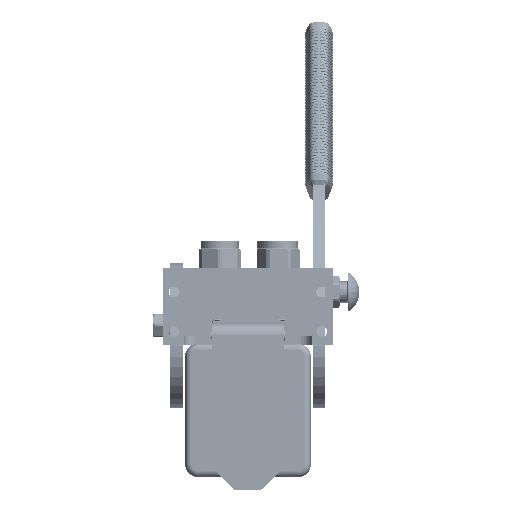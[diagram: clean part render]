
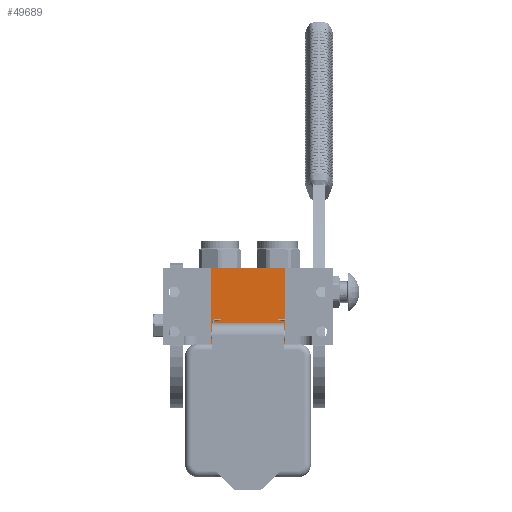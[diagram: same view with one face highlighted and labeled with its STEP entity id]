
A CAD part, left-side view. The second image highlights one B-rep face of the part: STEP entity #49689.
In plain terms, the highlighted face is planar.
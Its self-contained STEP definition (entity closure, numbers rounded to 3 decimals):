
#3834 = ORIENTED_EDGE ( 'NONE', *, *, #171335, .F. ) ;
#6587 = CARTESIAN_POINT ( 'NONE',  ( -29., 0., -107.5 ) ) ;
#9413 = EDGE_CURVE ( 'NONE', #37248, #137047, #51220, .T. ) ;
#14835 = ORIENTED_EDGE ( 'NONE', *, *, #104917, .T. ) ;
#17704 = DIRECTION ( 'NONE',  ( 0., 1., 0. ) ) ;
#22939 = LINE ( 'NONE', #75027, #45021 ) ;
#25594 = LINE ( 'NONE', #111718, #120204 ) ;
#30405 = LINE ( 'NONE', #6587, #155877 ) ;
#33855 = AXIS2_PLACEMENT_3D ( 'NONE', #99931, #70323, #182299 ) ;
#37248 = VERTEX_POINT ( 'NONE', #60857 ) ;
#40283 = CARTESIAN_POINT ( 'NONE',  ( -29., 0., -107.5 ) ) ;
#45021 = VECTOR ( 'NONE', #46266, 1000. ) ;
#46266 = DIRECTION ( 'NONE',  ( 0., 1., 0. ) ) ;
#49689 = ADVANCED_FACE ( 'NONE', ( #148058 ), #55653, .T. ) ;
#51220 = LINE ( 'NONE', #127996, #77583 ) ;
#55653 = PLANE ( 'NONE',  #33855 ) ;
#60857 = CARTESIAN_POINT ( 'NONE',  ( 29., 0., -107.5 ) ) ;
#62026 = EDGE_LOOP ( 'NONE', ( #14835, #3834, #64268, #113200 ) ) ;
#64268 = ORIENTED_EDGE ( 'NONE', *, *, #172438, .F. ) ;
#70323 = DIRECTION ( 'NONE',  ( 0., 0., -1. ) ) ;
#75027 = CARTESIAN_POINT ( 'NONE',  ( 29., 0., -107.5 ) ) ;
#77583 = VECTOR ( 'NONE', #126188, 1000. ) ;
#80921 = CARTESIAN_POINT ( 'NONE',  ( 29., 60.2, -107.5 ) ) ;
#83947 = DIRECTION ( 'NONE',  ( -1., 0., 0. ) ) ;
#99931 = CARTESIAN_POINT ( 'NONE',  ( 29., 0., -107.5 ) ) ;
#104917 = EDGE_CURVE ( 'NONE', #137047, #149042, #30405, .T. ) ;
#111718 = CARTESIAN_POINT ( 'NONE',  ( 29., 60.2, -107.5 ) ) ;
#113200 = ORIENTED_EDGE ( 'NONE', *, *, #9413, .T. ) ;
#120204 = VECTOR ( 'NONE', #83947, 1000. ) ;
#126188 = DIRECTION ( 'NONE',  ( -1., 0., 0. ) ) ;
#127996 = CARTESIAN_POINT ( 'NONE',  ( 29., 0., -107.5 ) ) ;
#137047 = VERTEX_POINT ( 'NONE', #40283 ) ;
#143063 = CARTESIAN_POINT ( 'NONE',  ( -29., 60.2, -107.5 ) ) ;
#148058 = FACE_OUTER_BOUND ( 'NONE', #62026, .T. ) ;
#149042 = VERTEX_POINT ( 'NONE', #143063 ) ;
#155877 = VECTOR ( 'NONE', #17704, 1000. ) ;
#171335 = EDGE_CURVE ( 'NONE', #178102, #149042, #25594, .T. ) ;
#172438 = EDGE_CURVE ( 'NONE', #37248, #178102, #22939, .T. ) ;
#178102 = VERTEX_POINT ( 'NONE', #80921 ) ;
#182299 = DIRECTION ( 'NONE',  ( -1., 0., 0. ) ) ;
